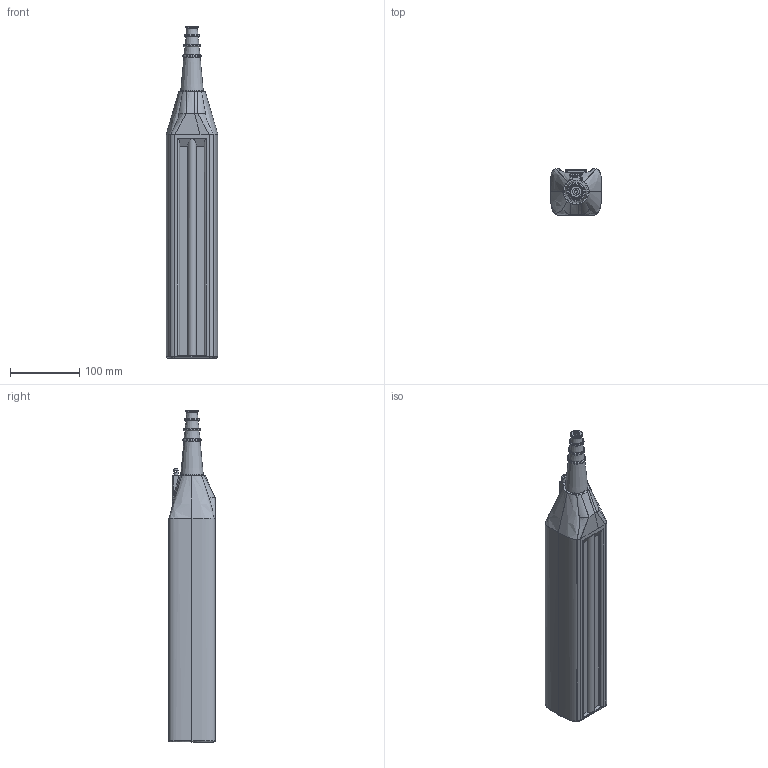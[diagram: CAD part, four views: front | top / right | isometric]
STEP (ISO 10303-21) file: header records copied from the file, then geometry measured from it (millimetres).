
FILE_DESCRIPTION(/* description */ (''),/* implementation_level */ '2;1');
FILE_NAME(/* name */ '2PV9X.stp',/* time_stamp */ '2016-07-14T11:00:32-04:00',/* author */ ('CAD Station'),/* organization */ (''),/* preprocessor_version */ 'ST-DEVELOPER v16.1',/* originating_system */ 'Autodesk Inventor 2016',/* authorisation */ '');
FILE_SCHEMA (('AUTOMOTIVE_DESIGN { 1 0 10303 214 3 1 1 }'));
Length unit declared in the file: millimetre
Products named in the file (4): 2PV9X_B; 2PV9X_t; Antenna; 2PV9X
Assembly tree (3 placements, depth 2):
  2PV9X
    2PV9X_B
    2PV9X_t
    Antenna
Bounding box: 74.97 x 67.02 x 481 mm (x, y, z)
Volume: 160449 mm3; surface area: 243198.2 mm2
Topology: 3 solids, 3 shells, 247 faces, 575 edges, 353 vertices
Faces by surface type: plane 92, bspline 63, cylinder 60, torus 16, cone 9, sphere 7
Full cylindrical faces by diameter (mm): 3 x1, 10 x1, 22 x9, 24 x9, 30 x1
Entity records: 10454 total; most frequent: CARTESIAN_POINT 5165, ORIENTED_EDGE 1078, DIRECTION 936, EDGE_CURVE 535, AXIS2_PLACEMENT_3D 360, VERTEX_POINT 352, EDGE_LOOP 327, FACE_OUTER_BOUND 247
